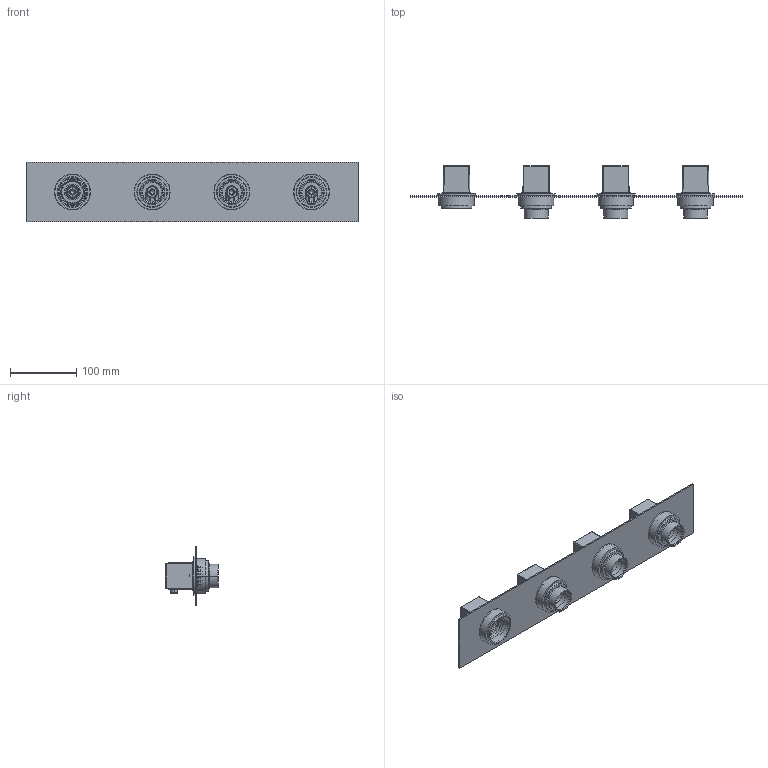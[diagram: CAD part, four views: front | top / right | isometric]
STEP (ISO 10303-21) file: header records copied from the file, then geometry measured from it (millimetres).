
FILE_DESCRIPTION((''),'2;1');
FILE_NAME('RA01R300_ASM','2020-06-23T',('AdrianoZ'),(''),'PRO/ENGINEER BY PARAMETRIC TECHNOLOGY CORPORATION, 2004150','PRO/ENGINEER BY PARAMETRIC TECHNOLOGY CORPORATION, 2004150','');
FILE_SCHEMA(('CONFIG_CONTROL_DESIGN'));
Length unit declared in the file: millimetre
Products named in the file (17): CP_17; CP_92; 32148; PG_18; LI_03FV_RR; CM_131_03; PU_09_AF0; PE_15_AF0; MO_14; CM_131_CP6_ASM; IN_05; 05_CM_131_CP6_ASM; CM_132; CM_132_CP1_ASM; 05_CM_132_CP1_ASM; PI_112; RA01R300_ASM
Assembly tree (29 placements, depth 4):
  RA01R300_ASM
    CP_17
    CP_92  x3
    32148  x4
    PG_18  x4
    LI_03FV_RR
    05_CM_131_CP6_ASM
      CM_131_CP6_ASM
        CM_131_03
        PU_09_AF0
        PE_15_AF0
        MO_14
      IN_05
      LI_03FV_RR
    05_CM_132_CP1_ASM  x3
      CM_132_CP1_ASM
        CM_132
        IN_05
      IN_05
    PI_112
Bounding box: 500 x 78.6 x 90 mm (x, y, z)
Volume: 304063.4 mm3; surface area: 260757.9 mm2
Topology: 29 solids, 55 shells, 3389 faces, 8865 edges, 5579 vertices
Faces by surface type: plane 2171, cylinder 736, torus 256, cone 116, bspline 100, sphere 10
Entity records: 39008 total; most frequent: CARTESIAN_POINT 11213, DIRECTION 5772, ORIENTED_EDGE 5754, EDGE_CURVE 2897, AXIS2_PLACEMENT_3D 2086, VERTEX_POINT 1831, VECTOR 1600, LINE 1600
